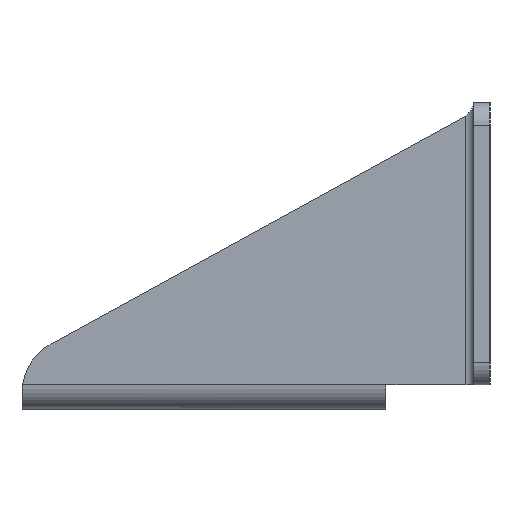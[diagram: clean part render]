
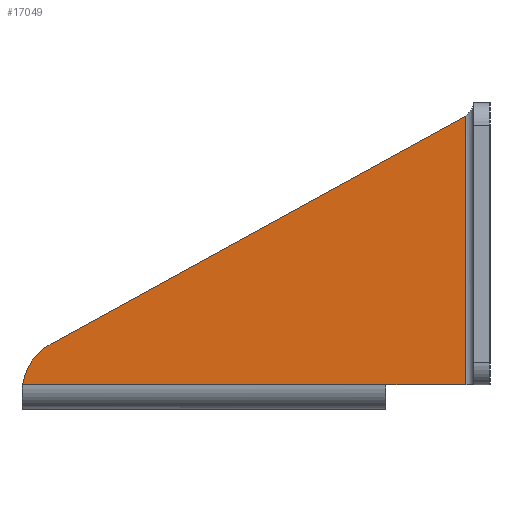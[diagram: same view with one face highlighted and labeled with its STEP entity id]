
A CAD part, left-side view. The second image highlights one B-rep face of the part: STEP entity #17049.
In plain terms, the highlighted planar face has unit normal (-1, 0, 0).
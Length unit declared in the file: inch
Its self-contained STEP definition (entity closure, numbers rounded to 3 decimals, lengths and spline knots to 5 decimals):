
#138=DIRECTION('',(0.,-1.,0.));
#139=VECTOR('',#138,1.62239);
#140=CARTESIAN_POINT('',(-0.822,-0.00261,0.036));
#141=LINE('',#140,#139);
#5943=CARTESIAN_POINT('',(-0.822,-0.25,0.));
#5944=DIRECTION('',(-1.,0.,0.));
#5945=DIRECTION('',(0.,0.481,0.877));
#5946=AXIS2_PLACEMENT_3D('',#5943,#5944,#5945);
#5948=DIRECTION('',(0.,0.877,-0.481));
#5949=VECTOR('',#5948,2.1129);
#5950=CARTESIAN_POINT('',(-0.822,-1.982,1.23573));
#5951=LINE('',#5950,#5949);
#5960=DIRECTION('',(0.,-1.,0.));
#5961=VECTOR('',#5960,0.357);
#5962=CARTESIAN_POINT('',(-0.822,-1.625,0.036));
#5963=LINE('',#5962,#5961);
#6102=DIRECTION('',(0.,0.,-1.));
#6103=VECTOR('',#6102,1.19973);
#6104=CARTESIAN_POINT('',(-0.822,-1.982,1.23573));
#6105=LINE('',#6104,#6103);
#6115=CARTESIAN_POINT('',(-0.822,-1.982,1.23573));
#6228=CARTESIAN_POINT('',(-0.822,-0.12972,0.21916));
#6229=CARTESIAN_POINT('',(-0.822,-0.00261,0.036));
#6230=VERTEX_POINT('',#6228);
#6231=VERTEX_POINT('',#6229);
#6247=CARTESIAN_POINT('',(-0.822,-1.625,0.036));
#6248=VERTEX_POINT('',#6247);
#6274=VERTEX_POINT('',#6115);
#6275=CARTESIAN_POINT('',(-0.822,-1.982,0.036));
#6276=VERTEX_POINT('',#6275);
#17033=CARTESIAN_POINT('',(-0.822,-0.49658,0.));
#17034=DIRECTION('',(-1.,0.,0.));
#17035=DIRECTION('',(0.,-1.,0.));
#17036=AXIS2_PLACEMENT_3D('',#17033,#17034,#17035);
#17037=PLANE('',#17036);
#17039=ORIENTED_EDGE('',*,*,#17038,.F.);
#17040=ORIENTED_EDGE('',*,*,#8498,.F.);
#17042=ORIENTED_EDGE('',*,*,#17041,.F.);
#17044=ORIENTED_EDGE('',*,*,#17043,.F.);
#17046=ORIENTED_EDGE('',*,*,#17045,.T.);
#17047=EDGE_LOOP('',(#17039,#17040,#17042,#17044,#17046));
#17048=FACE_OUTER_BOUND('',#17047,.F.);
#17049=ADVANCED_FACE('',(#17048),#17037,.T.);
#5947=CIRCLE('',#5946,0.25);
#8498=EDGE_CURVE('',#6231,#6248,#141,.T.);
#17038=EDGE_CURVE('',#6248,#6276,#5963,.T.);
#17041=EDGE_CURVE('',#6230,#6231,#5947,.T.);
#17043=EDGE_CURVE('',#6274,#6230,#5951,.T.);
#17045=EDGE_CURVE('',#6274,#6276,#6105,.T.);
